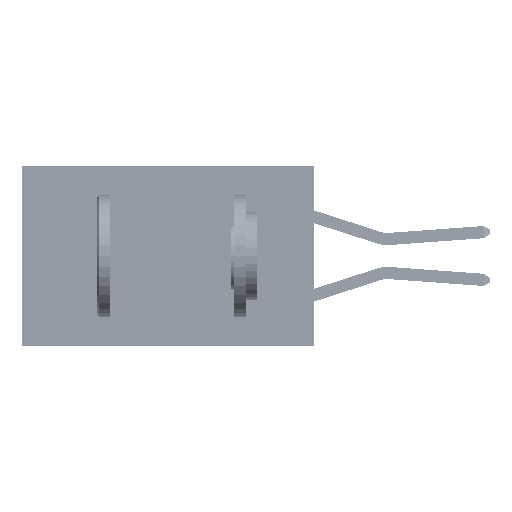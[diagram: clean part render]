
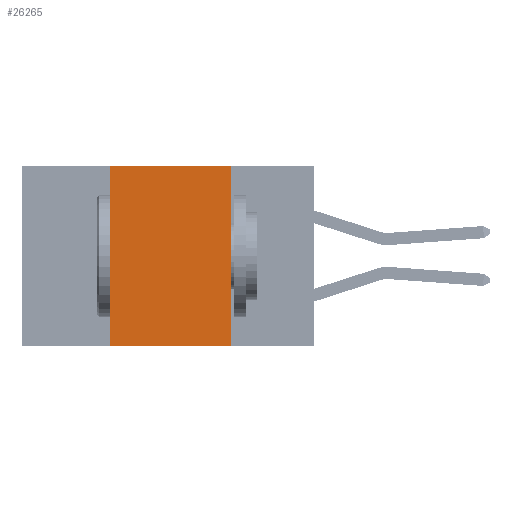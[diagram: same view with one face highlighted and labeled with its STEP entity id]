
A CAD part, left-side view. The second image highlights one B-rep face of the part: STEP entity #26265.
In plain terms, the highlighted planar face has unit normal (-1, 0, 0).
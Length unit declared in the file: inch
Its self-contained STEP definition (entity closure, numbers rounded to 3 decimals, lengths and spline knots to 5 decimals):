
#705 = LINE ( 'NONE', #2385, #34076 ) ;
#1933 = CARTESIAN_POINT ( 'NONE',  ( 0., 0.17, -0.37 ) ) ;
#2385 = CARTESIAN_POINT ( 'NONE',  ( 0., 0.6, -0.37 ) ) ;
#3725 = EDGE_CURVE ( 'NONE', #39563, #27726, #21757, .T. ) ;
#4039 = EDGE_LOOP ( 'NONE', ( #12418, #48550, #41755, #38595 ) ) ;
#5949 = CARTESIAN_POINT ( 'NONE',  ( 0., 0.42, -0.37 ) ) ;
#8007 = EDGE_CURVE ( 'NONE', #11919, #44251, #45517, .T. ) ;
#8040 = CARTESIAN_POINT ( 'NONE',  ( 0., 0.6, 0. ) ) ;
#11919 = VERTEX_POINT ( 'NONE', #25391 ) ;
#12418 = ORIENTED_EDGE ( 'NONE', *, *, #8007, .F. ) ;
#13341 = CARTESIAN_POINT ( 'NONE',  ( 0., 0.42, 0. ) ) ;
#18049 = CARTESIAN_POINT ( 'NONE',  ( 0., 0.6, 0. ) ) ;
#18546 = DIRECTION ( 'NONE',  ( 0., 0., -1. ) ) ;
#18812 = DIRECTION ( 'NONE',  ( 0., 0., 1. ) ) ;
#21135 = FACE_OUTER_BOUND ( 'NONE', #4039, .T. ) ;
#21757 = LINE ( 'NONE', #50622, #46289 ) ;
#23813 = DIRECTION ( 'NONE',  ( 1., 0., 0. ) ) ;
#25391 = CARTESIAN_POINT ( 'NONE',  ( 0., 0.17, 0. ) ) ;
#26265 = ADVANCED_FACE ( 'NONE', ( #21135 ), #43892, .F. ) ;
#26607 = DIRECTION ( 'NONE',  ( 0., -1., 0. ) ) ;
#27726 = VERTEX_POINT ( 'NONE', #13341 ) ;
#27812 = EDGE_CURVE ( 'NONE', #27726, #11919, #35463, .T. ) ;
#29466 = DIRECTION ( 'NONE',  ( 0., -1., 0. ) ) ;
#33641 = AXIS2_PLACEMENT_3D ( 'NONE', #8040, #23813, #40007 ) ;
#34076 = VECTOR ( 'NONE', #26607, 39.37008 ) ;
#35463 = LINE ( 'NONE', #18049, #38647 ) ;
#38595 = ORIENTED_EDGE ( 'NONE', *, *, #48154, .T. ) ;
#38647 = VECTOR ( 'NONE', #29466, 39.37008 ) ;
#39563 = VERTEX_POINT ( 'NONE', #5949 ) ;
#40007 = DIRECTION ( 'NONE',  ( 0., 0., -1. ) ) ;
#41755 = ORIENTED_EDGE ( 'NONE', *, *, #3725, .F. ) ;
#42281 = CARTESIAN_POINT ( 'NONE',  ( 0., 0.17, 0. ) ) ;
#43557 = VECTOR ( 'NONE', #18546, 39.37008 ) ;
#43892 = PLANE ( 'NONE',  #33641 ) ;
#44251 = VERTEX_POINT ( 'NONE', #1933 ) ;
#45517 = LINE ( 'NONE', #42281, #43557 ) ;
#46289 = VECTOR ( 'NONE', #18812, 39.37008 ) ;
#48154 = EDGE_CURVE ( 'NONE', #39563, #44251, #705, .T. ) ;
#48550 = ORIENTED_EDGE ( 'NONE', *, *, #27812, .F. ) ;
#50622 = CARTESIAN_POINT ( 'NONE',  ( 0., 0.42, 0. ) ) ;
